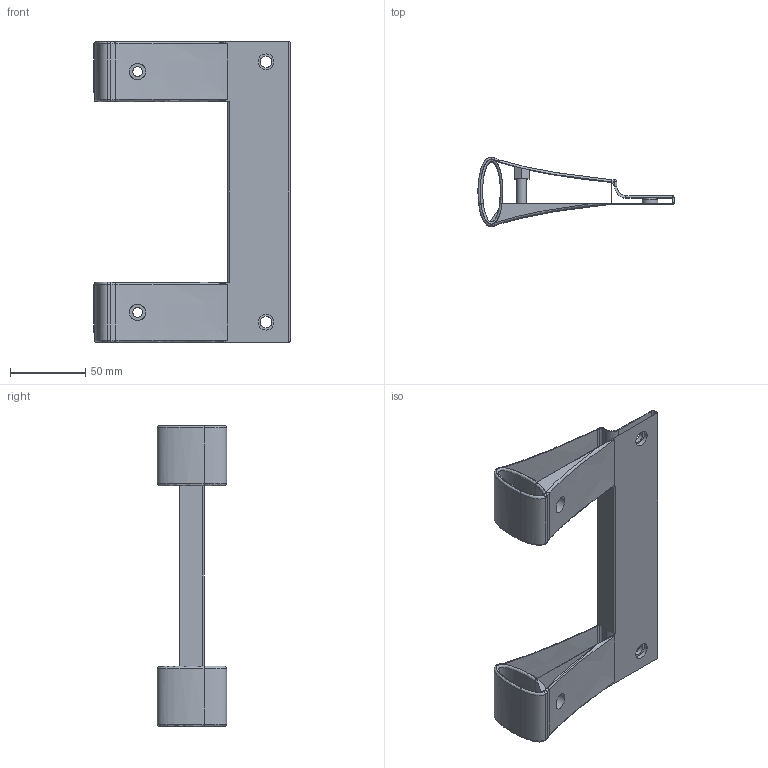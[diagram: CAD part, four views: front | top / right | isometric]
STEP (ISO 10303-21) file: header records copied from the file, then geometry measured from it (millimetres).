
FILE_DESCRIPTION(/* description */ (''),/* implementation_level */ '2;1');
FILE_NAME(/* name */ 'Kühlschrank Griff_v3.step',/* time_stamp */ '2020-09-19T14:43:39+02:00',/* author */ (''),/* organization */ (''),/* preprocessor_version */ 'ST-DEVELOPER v18.1',/* originating_system */ 'Autodesk Translation Framework v9.3.0.1241',/* authorisation */ '');
FILE_SCHEMA (('AUTOMOTIVE_DESIGN { 1 0 10303 214 3 1 1 }'));
Length unit declared in the file: millimetre
Products named in the file (1): Kühlschrank Griff
Bounding box: 130.4 x 46 x 200 mm (x, y, z)
Volume: 223198 mm3; surface area: 67605.8 mm2
Topology: 3 solids, 3 shells, 127 faces, 307 edges, 182 vertices
Faces by surface type: bspline 62, plane 38, cylinder 23, sphere 2, torus 2
Full cylindrical faces by diameter (mm): 6.4 x4, 7.8 x2, 10.6 x2, 11 x2
Entity records: 9440 total; most frequent: CARTESIAN_POINT 6919, ORIENTED_EDGE 594, DIRECTION 347, EDGE_CURVE 297, VERTEX_POINT 182, EDGE_LOOP 145, B_SPLINE_CURVE_WITH_KNOTS 142, FACE_OUTER_BOUND 127
